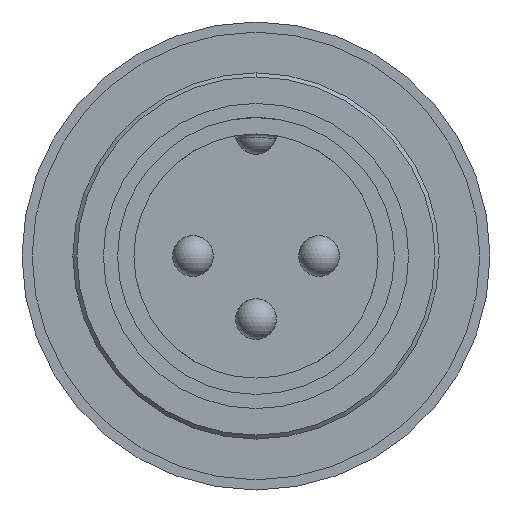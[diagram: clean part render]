
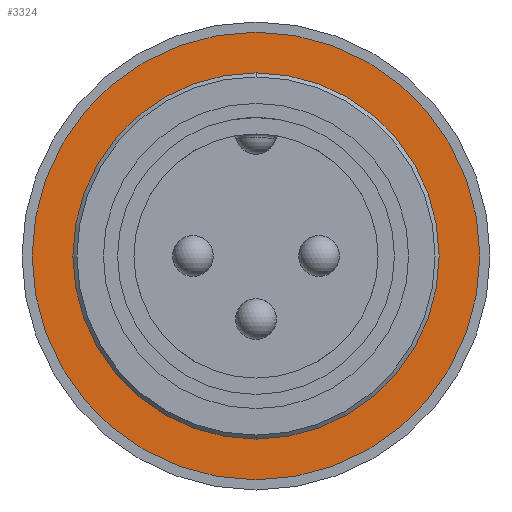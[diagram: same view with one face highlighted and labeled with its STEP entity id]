
A CAD part, front view. The second image highlights one B-rep face of the part: STEP entity #3324.
In plain terms, the highlighted planar face has unit normal (0, -1, 0).
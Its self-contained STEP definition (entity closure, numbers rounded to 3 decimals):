
#91=CARTESIAN_POINT('',(0.0,8.,5.5));
#92=VERTEX_POINT('',#91);
#101=CARTESIAN_POINT('',(0.,8.,-5.5));
#102=VERTEX_POINT('',#101);
#103=CARTESIAN_POINT('',(0.0,8.,0.));
#104=DIRECTION('',(0.0,1.0,0.0));
#105=DIRECTION('',(0.0,0.0,1.0));
#106=AXIS2_PLACEMENT_3D('',#103,#104,#105);
#107=CIRCLE('',#106,5.5);
#108=EDGE_CURVE('',#92,#102,#107,.T.);
#135=CARTESIAN_POINT('',(0.0,8.,4.));
#136=VERTEX_POINT('',#135);
#152=CARTESIAN_POINT('',(0.,8.,-4.));
#153=VERTEX_POINT('',#152);
#160=CARTESIAN_POINT('',(0.0,8.,0.));
#161=DIRECTION('',(0.0,1.0,0.0));
#162=DIRECTION('',(0.0,0.0,1.0));
#163=AXIS2_PLACEMENT_3D('',#160,#161,#162);
#164=CIRCLE('',#163,4.0);
#165=EDGE_CURVE('',#136,#153,#164,.T.);
#3293=CARTESIAN_POINT('',(0.0,8.,0.));
#3294=DIRECTION('',(0.0,1.0,0.0));
#3295=DIRECTION('',(0.0,0.0,1.0));
#3296=AXIS2_PLACEMENT_3D('',#3293,#3294,#3295);
#3297=CIRCLE('',#3296,4.0);
#3298=EDGE_CURVE('',#153,#136,#3297,.T.);
#3305=CARTESIAN_POINT('',(0.0,8.,4.75));
#3306=DIRECTION('',(0.0,-1.0,0.0));
#3307=DIRECTION('',(0.0,0.0,-1.0));
#3308=AXIS2_PLACEMENT_3D('',#3305,#3306,#3307);
#3309=PLANE('',#3308);
#3310=ORIENTED_EDGE('',*,*,#108,.F.);
#3311=CARTESIAN_POINT('',(0.0,8.,0.));
#3312=DIRECTION('',(0.0,1.0,0.0));
#3313=DIRECTION('',(0.0,0.0,1.0));
#3314=AXIS2_PLACEMENT_3D('',#3311,#3312,#3313);
#3315=CIRCLE('',#3314,5.5);
#3316=EDGE_CURVE('',#102,#92,#3315,.T.);
#3317=ORIENTED_EDGE('',*,*,#3316,.F.);
#3318=EDGE_LOOP('',(#3310,#3317));
#3319=FACE_OUTER_BOUND('',#3318,.T.);
#3320=ORIENTED_EDGE('',*,*,#165,.T.);
#3321=ORIENTED_EDGE('',*,*,#3298,.T.);
#3322=EDGE_LOOP('',(#3320,#3321));
#3323=FACE_BOUND('',#3322,.T.);
#3324=ADVANCED_FACE('',(#3319,#3323),#3309,.T.);
